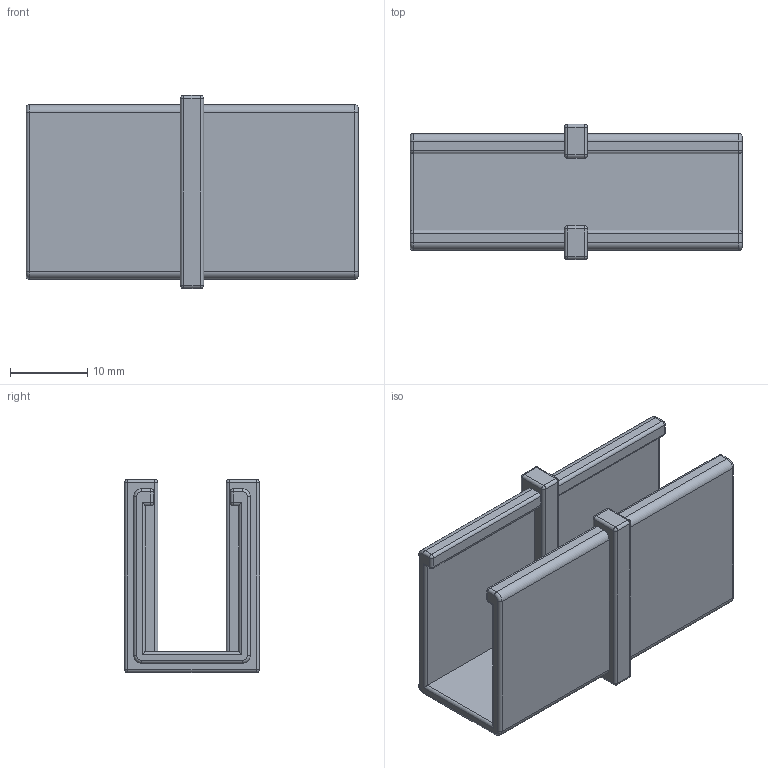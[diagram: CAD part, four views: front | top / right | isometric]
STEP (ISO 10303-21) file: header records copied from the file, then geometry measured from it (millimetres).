
FILE_DESCRIPTION (( 'STEP AP203' ), '1' );
FILE_NAME ('3D_GN6584_25 x17.5_188735216.STEP', '2024-10-22T15:19:23', ( '' ), ( '' ), 'SwSTEP 2.0', 'SolidWorks 2023', '' );
FILE_SCHEMA (( 'CONFIG_CONTROL_DESIGN' ));
Length unit declared in the file: millimetre
Products named in the file (1): 3D_GN6584_25 x17.5_188735216
Bounding box: 43 x 17.5 x 25 mm (x, y, z)
Volume: 4297.2 mm3; surface area: 5568.4 mm2
Topology: 1 solids, 1 shells, 122 faces, 296 edges, 156 vertices
Faces by surface type: cylinder 60, plane 34, sphere 20, torus 8
Entity records: 3417 total; most frequent: DIRECTION 626, CARTESIAN_POINT 579, ORIENTED_EDGE 552, EDGE_CURVE 276, AXIS2_PLACEMENT_3D 235, LINE 156, VERTEX_POINT 156, VECTOR 156
